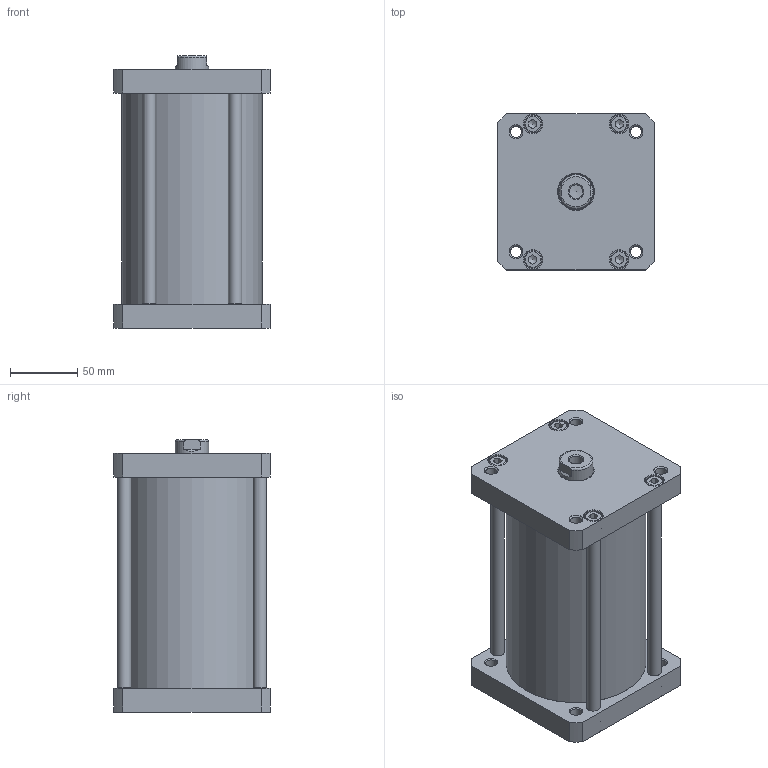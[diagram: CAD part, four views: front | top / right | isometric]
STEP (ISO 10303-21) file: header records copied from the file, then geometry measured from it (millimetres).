
FILE_DESCRIPTION((''),'2;1');
FILE_NAME('XDM100.125.GS.F.stp','2014-03-18T16:22:17',('carlo.corazza'),(''),'Autodesk Inventor 2012','Autodesk Inventor 2012','');
FILE_SCHEMA(('AUTOMOTIVE_DESIGN { 1 0 10303 214 1 1 1 1 }'));
Length unit declared in the file: millimetre
Products named in the file (6): XDM100..GS.F; CORPO-125; STELO-125; TA; TIRANTE-125; TP
Assembly tree (8 placements, depth 2):
  XDM100..GS.F
    CORPO-125
    STELO-125
    TA
    TIRANTE-125  x4
    TP
Bounding box: 116 x 116 x 202 mm (x, y, z)
Volume: 673279 mm3; surface area: 220870.7 mm2
Topology: 8 solids, 17 shells, 272 faces, 605 edges, 374 vertices
Faces by surface type: plane 103, cone 90, cylinder 66, torus 13
Full cylindrical faces by diameter (mm): 6 x2, 6.647 x8, 8.376 x8, 8.566 x2, 8.9 x8, 10 x4, 10.106 x2, 13 x8, 14 x8, 25 x1, 25.6 x1, 26.9 x1, 28 x1, 29.8 x1, 30 x1, 100 x1, 104 x1
Entity records: 6317 total; most frequent: CARTESIAN_POINT 1203, DIRECTION 1006, ORIENTED_EDGE 748, AXIS2_PLACEMENT_3D 435, EDGE_LOOP 420, EDGE_CURVE 374, VERTEX_POINT 304, STYLED_ITEM 244
